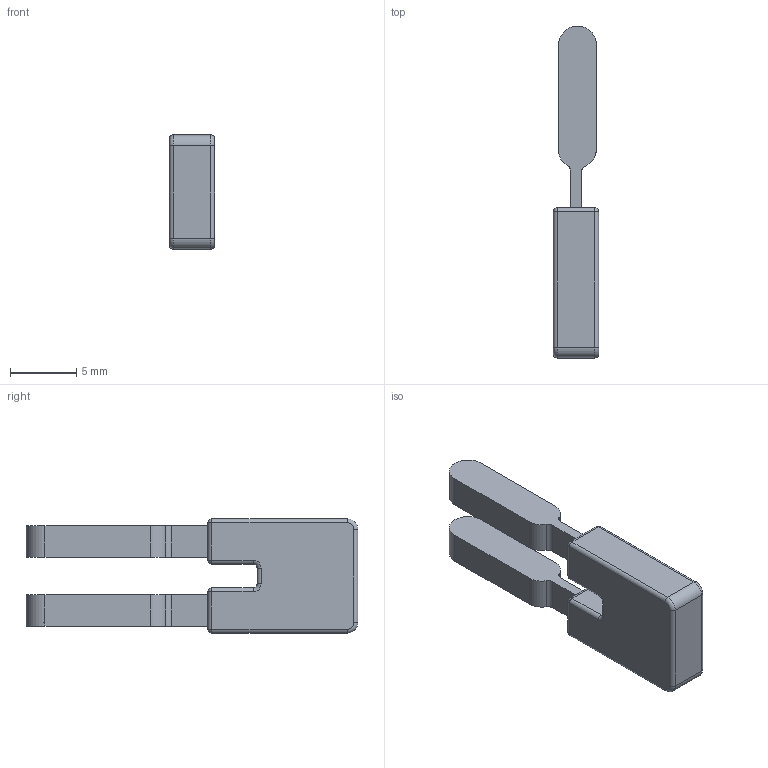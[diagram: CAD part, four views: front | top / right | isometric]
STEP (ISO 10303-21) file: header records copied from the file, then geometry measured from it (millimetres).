
FILE_DESCRIPTION (( 'STEP AP203' ), '1' );
FILE_NAME ('KN-P2J25.step', '2025-04-29T14:02:49', ( '' ), ( '' ), 'SwSTEP 2.0', 'SolidWorks 2024', '' );
FILE_SCHEMA (( 'CONFIG_CONTROL_DESIGN' ));
Length unit declared in the file: millimetre
Products named in the file (1): KN-P2J25
Bounding box: 3.4 x 25 x 8.6 mm (x, y, z)
Volume: 454.7 mm3; surface area: 588.1 mm2
Topology: 1 solids, 1 shells, 81 faces, 199 edges, 114 vertices
Faces by surface type: cylinder 40, plane 25, torus 8, sphere 8
Entity records: 2389 total; most frequent: DIRECTION 436, CARTESIAN_POINT 396, ORIENTED_EDGE 382, EDGE_CURVE 191, AXIS2_PLACEMENT_3D 166, VERTEX_POINT 114, LINE 104, VECTOR 104
